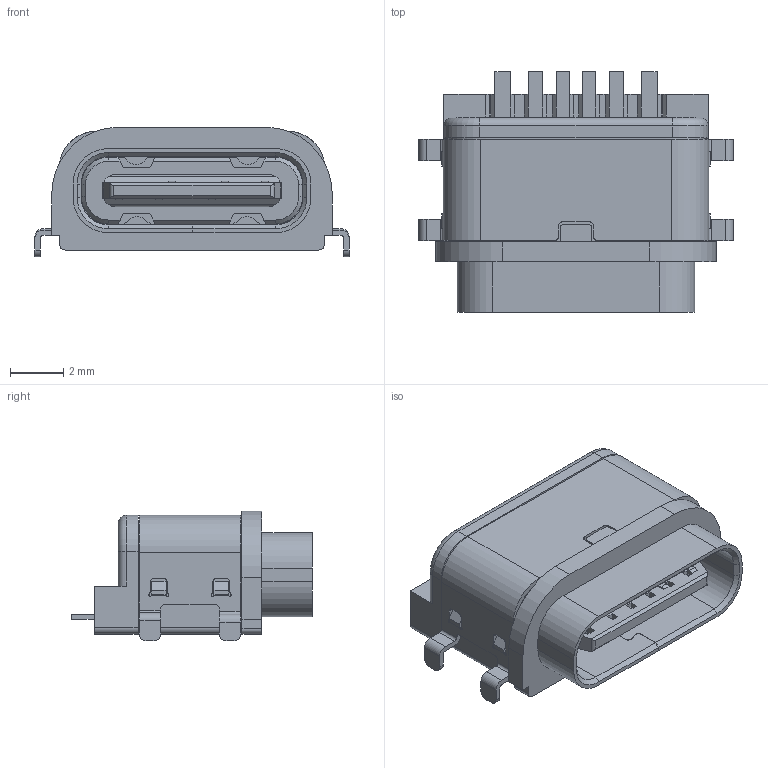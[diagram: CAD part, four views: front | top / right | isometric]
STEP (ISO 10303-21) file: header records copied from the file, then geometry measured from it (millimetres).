
FILE_DESCRIPTION((''),'2;1');
FILE_NAME('2171770001','2021-03-03T',('gga'),(''),'PRO/ENGINEER BY PARAMETRIC TECHNOLOGY CORPORATION, 2016010','PRO/ENGINEER BY PARAMETRIC TECHNOLOGY CORPORATION, 2016010','');
FILE_SCHEMA(('CONFIG_CONTROL_DESIGN'));
Length unit declared in the file: millimetre
Products named in the file (1): 2171770001
Bounding box: 11.8 x 9.05 x 4.86 mm (x, y, z)
Volume: 214.1 mm3; surface area: 650.4 mm2
Topology: 1 solids, 35 shells, 981 faces, 2695 edges, 1803 vertices
Faces by surface type: plane 721, cylinder 248, cone 10, torus 2
Entity records: 31086 total; most frequent: CARTESIAN_POINT 5685, ORIENTED_EDGE 5278, DIRECTION 5142, EDGE_CURVE 2639, VECTOR 2156, LINE 2156, VERTEX_POINT 1747, AXIS2_PLACEMENT_3D 1493
